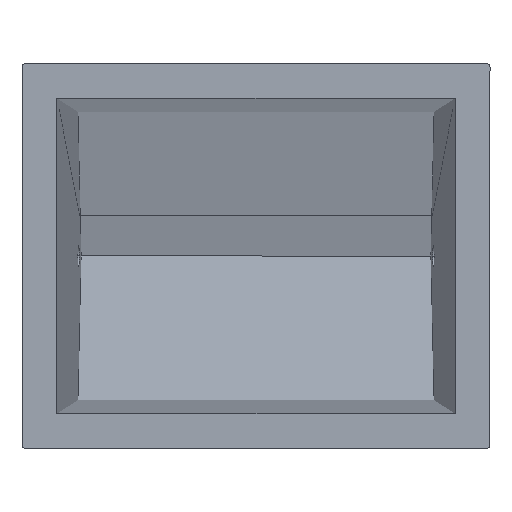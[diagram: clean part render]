
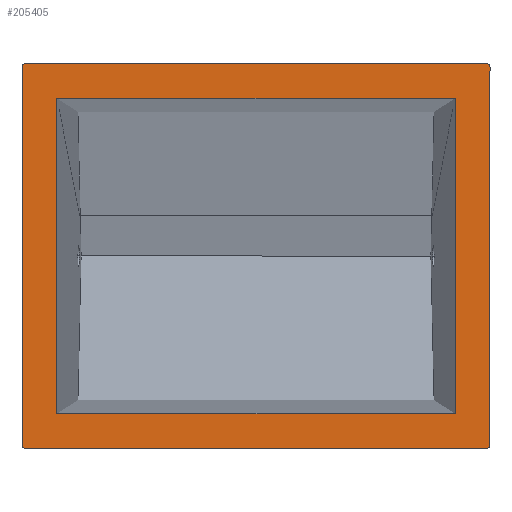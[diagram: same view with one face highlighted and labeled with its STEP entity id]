
A CAD part, front view. The second image highlights one B-rep face of the part: STEP entity #205405.
In plain terms, the highlighted planar face has unit normal (0, -1, 0).
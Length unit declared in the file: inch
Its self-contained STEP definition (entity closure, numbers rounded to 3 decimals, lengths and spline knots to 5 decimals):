
#605 = DIRECTION ( 'NONE',  ( 0., 0., 1. ) ) ;
#1684 = CARTESIAN_POINT ( 'NONE',  ( 68.37209, 23.75526, 92.907 ) ) ;
#2948 = EDGE_CURVE ( 'NONE', #78638, #224701, #229672, .T. ) ;
#4858 = EDGE_LOOP ( 'NONE', ( #149302, #58475, #87636, #186858 ) ) ;
#5143 = DIRECTION ( 'NONE',  ( 0., 0., 1. ) ) ;
#7928 = EDGE_CURVE ( 'NONE', #127061, #84976, #141548, .T. ) ;
#10440 = LINE ( 'NONE', #29052, #169369 ) ;
#12184 = FACE_BOUND ( 'NONE', #4858, .T. ) ;
#13388 = FACE_OUTER_BOUND ( 'NONE', #160473, .T. ) ;
#17990 = CARTESIAN_POINT ( 'NONE',  ( 67.87209, 23.75526, 92.407 ) ) ;
#24053 = VERTEX_POINT ( 'NONE', #51402 ) ;
#24142 = DIRECTION ( 'NONE',  ( 0., 0., -1. ) ) ;
#24182 = LINE ( 'NONE', #217926, #190715 ) ;
#29052 = CARTESIAN_POINT ( 'NONE',  ( 63.36766, 23.75526, 87.90519 ) ) ;
#29245 = EDGE_CURVE ( 'NONE', #73544, #24053, #67606, .T. ) ;
#29252 = CIRCLE ( 'NONE', #151685, 0.5 ) ;
#30735 = CARTESIAN_POINT ( 'NONE',  ( 64.62209, 23.75526, 41.157 ) ) ;
#31980 = DIRECTION ( 'NONE',  ( 0., 0., 1. ) ) ;
#34151 = CARTESIAN_POINT ( 'NONE',  ( 0.87209, 23.75526, 92.407 ) ) ;
#36141 = DIRECTION ( 'NONE',  ( 0., 0., 1. ) ) ;
#36655 = VECTOR ( 'NONE', #24142, 39.37008 ) ;
#39531 = ORIENTED_EDGE ( 'NONE', *, *, #52829, .T. ) ;
#40206 = EDGE_CURVE ( 'NONE', #51294, #42931, #162500, .T. ) ;
#42931 = VERTEX_POINT ( 'NONE', #90658 ) ;
#43902 = CARTESIAN_POINT ( 'NONE',  ( 0.87209, 23.75526, 92.907 ) ) ;
#47295 = ORIENTED_EDGE ( 'NONE', *, *, #2948, .T. ) ;
#49714 = VERTEX_POINT ( 'NONE', #99903 ) ;
#50532 = VECTOR ( 'NONE', #125407, 39.37008 ) ;
#50841 = CARTESIAN_POINT ( 'NONE',  ( 0.87209, 23.75526, 37.907 ) ) ;
#51294 = VERTEX_POINT ( 'NONE', #88637 ) ;
#51402 = CARTESIAN_POINT ( 'NONE',  ( 67.87209, 23.75526, 92.907 ) ) ;
#52829 = EDGE_CURVE ( 'NONE', #49714, #73544, #162491, .T. ) ;
#58475 = ORIENTED_EDGE ( 'NONE', *, *, #78394, .F. ) ;
#63562 = DIRECTION ( 'NONE',  ( -1., 0., 0. ) ) ;
#67606 = CIRCLE ( 'NONE', #213572, 0.5 ) ;
#68479 = DIRECTION ( 'NONE',  ( 0., 0., 1. ) ) ;
#73544 = VERTEX_POINT ( 'NONE', #123443 ) ;
#74640 = EDGE_CURVE ( 'NONE', #224701, #75174, #192302, .T. ) ;
#75174 = VERTEX_POINT ( 'NONE', #50841 ) ;
#78394 = EDGE_CURVE ( 'NONE', #42931, #193732, #24182, .T. ) ;
#78638 = VERTEX_POINT ( 'NONE', #90310 ) ;
#78779 = ORIENTED_EDGE ( 'NONE', *, *, #87588, .T. ) ;
#84976 = VERTEX_POINT ( 'NONE', #241387 ) ;
#86429 = DIRECTION ( 'NONE',  ( 0., -1., 0. ) ) ;
#87588 = EDGE_CURVE ( 'NONE', #24053, #78638, #171238, .T. ) ;
#87614 = PLANE ( 'NONE',  #198828 ) ;
#87636 = ORIENTED_EDGE ( 'NONE', *, *, #40206, .F. ) ;
#88637 = CARTESIAN_POINT ( 'NONE',  ( 63.36766, 23.75526, 87.90519 ) ) ;
#90310 = CARTESIAN_POINT ( 'NONE',  ( 1.37209, 23.75526, 92.907 ) ) ;
#90658 = CARTESIAN_POINT ( 'NONE',  ( 5.87652, 23.75526, 87.90519 ) ) ;
#93026 = EDGE_CURVE ( 'NONE', #234864, #51294, #10440, .T. ) ;
#93313 = LINE ( 'NONE', #244240, #177046 ) ;
#94137 = DIRECTION ( 'NONE',  ( 0., -1., 0. ) ) ;
#95750 = DIRECTION ( 'NONE',  ( 1., 0., 0. ) ) ;
#97799 = DIRECTION ( 'NONE',  ( 0., -1., 0. ) ) ;
#99032 = VECTOR ( 'NONE', #124037, 39.37008 ) ;
#99903 = CARTESIAN_POINT ( 'NONE',  ( 68.37209, 23.75526, 37.907 ) ) ;
#100358 = ORIENTED_EDGE ( 'NONE', *, *, #7928, .T. ) ;
#113999 = CARTESIAN_POINT ( 'NONE',  ( 1.37209, 23.75526, 37.407 ) ) ;
#123443 = CARTESIAN_POINT ( 'NONE',  ( 68.37209, 23.75526, 92.407 ) ) ;
#124037 = DIRECTION ( 'NONE',  ( -1., 0., 0. ) ) ;
#125407 = DIRECTION ( 'NONE',  ( 1., 0., 0. ) ) ;
#126487 = CARTESIAN_POINT ( 'NONE',  ( 68.37209, 23.75526, 37.407 ) ) ;
#127061 = VERTEX_POINT ( 'NONE', #113999 ) ;
#130578 = ORIENTED_EDGE ( 'NONE', *, *, #74640, .T. ) ;
#139298 = AXIS2_PLACEMENT_3D ( 'NONE', #141152, #183209, #239993 ) ;
#140393 = VECTOR ( 'NONE', #63562, 39.37008 ) ;
#141152 = CARTESIAN_POINT ( 'NONE',  ( 67.87209, 23.75526, 37.907 ) ) ;
#141548 = LINE ( 'NONE', #181139, #50532 ) ;
#142436 = DIRECTION ( 'NONE',  ( 0., 0., -1. ) ) ;
#142915 = EDGE_CURVE ( 'NONE', #75174, #127061, #29252, .T. ) ;
#143390 = CIRCLE ( 'NONE', #139298, 0.5 ) ;
#145113 = ORIENTED_EDGE ( 'NONE', *, *, #142915, .T. ) ;
#149302 = ORIENTED_EDGE ( 'NONE', *, *, #228083, .F. ) ;
#151685 = AXIS2_PLACEMENT_3D ( 'NONE', #190713, #94137, #36141 ) ;
#160473 = EDGE_LOOP ( 'NONE', ( #130578, #145113, #100358, #242525, #39531, #175339, #78779, #47295 ) ) ;
#162491 = LINE ( 'NONE', #126487, #239212 ) ;
#162500 = LINE ( 'NONE', #218107, #99032 ) ;
#169369 = VECTOR ( 'NONE', #219459, 39.37008 ) ;
#170138 = DIRECTION ( 'NONE',  ( 0., -1., 0. ) ) ;
#170429 = AXIS2_PLACEMENT_3D ( 'NONE', #231430, #97799, #5143 ) ;
#171238 = LINE ( 'NONE', #1684, #140393 ) ;
#175339 = ORIENTED_EDGE ( 'NONE', *, *, #29245, .T. ) ;
#177046 = VECTOR ( 'NONE', #95750, 39.37008 ) ;
#181139 = CARTESIAN_POINT ( 'NONE',  ( 0.87209, 23.75526, 37.407 ) ) ;
#183209 = DIRECTION ( 'NONE',  ( 0., -1., 0. ) ) ;
#186858 = ORIENTED_EDGE ( 'NONE', *, *, #93026, .F. ) ;
#190192 = CARTESIAN_POINT ( 'NONE',  ( 63.36766, 23.75526, 42.4088 ) ) ;
#190713 = CARTESIAN_POINT ( 'NONE',  ( 1.37209, 23.75526, 37.907 ) ) ;
#190715 = VECTOR ( 'NONE', #142436, 39.37008 ) ;
#192302 = LINE ( 'NONE', #43902, #36655 ) ;
#193732 = VERTEX_POINT ( 'NONE', #239896 ) ;
#198828 = AXIS2_PLACEMENT_3D ( 'NONE', #30735, #86429, #31980 ) ;
#205106 = EDGE_CURVE ( 'NONE', #84976, #49714, #143390, .T. ) ;
#205405 = ADVANCED_FACE ( 'NONE', ( #13388, #12184 ), #87614, .T. ) ;
#213572 = AXIS2_PLACEMENT_3D ( 'NONE', #17990, #170138, #605 ) ;
#217926 = CARTESIAN_POINT ( 'NONE',  ( 5.87652, 23.75526, 42.4088 ) ) ;
#218107 = CARTESIAN_POINT ( 'NONE',  ( 5.87652, 23.75526, 87.90519 ) ) ;
#219459 = DIRECTION ( 'NONE',  ( 0., 0., 1. ) ) ;
#224701 = VERTEX_POINT ( 'NONE', #34151 ) ;
#228083 = EDGE_CURVE ( 'NONE', #193732, #234864, #93313, .T. ) ;
#229672 = CIRCLE ( 'NONE', #170429, 0.5 ) ;
#231430 = CARTESIAN_POINT ( 'NONE',  ( 1.37209, 23.75526, 92.407 ) ) ;
#234864 = VERTEX_POINT ( 'NONE', #190192 ) ;
#239212 = VECTOR ( 'NONE', #68479, 39.37008 ) ;
#239896 = CARTESIAN_POINT ( 'NONE',  ( 5.87652, 23.75526, 42.4088 ) ) ;
#239993 = DIRECTION ( 'NONE',  ( 0., 0., 1. ) ) ;
#241387 = CARTESIAN_POINT ( 'NONE',  ( 67.87209, 23.75526, 37.407 ) ) ;
#242525 = ORIENTED_EDGE ( 'NONE', *, *, #205106, .T. ) ;
#244240 = CARTESIAN_POINT ( 'NONE',  ( 63.36766, 23.75526, 42.4088 ) ) ;
